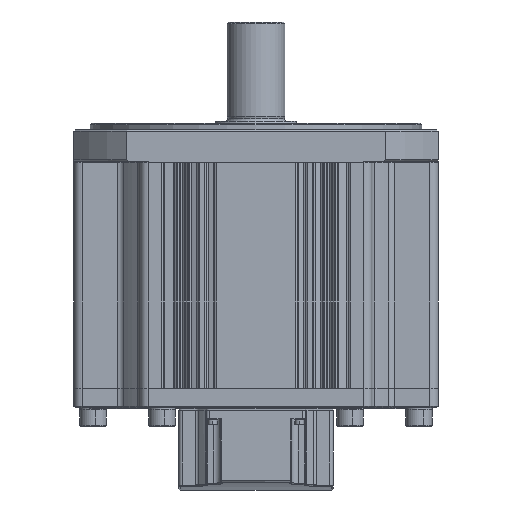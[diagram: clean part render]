
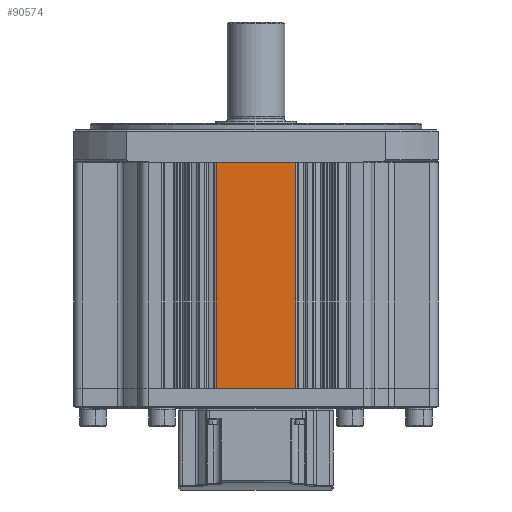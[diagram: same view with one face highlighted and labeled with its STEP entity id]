
A CAD part, front view. The second image highlights one B-rep face of the part: STEP entity #90574.
In plain terms, the highlighted planar face has unit normal (0, -1, 0).
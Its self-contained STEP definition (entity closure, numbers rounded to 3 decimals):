
#26898 = CARTESIAN_POINT ( 'NONE',  ( -24., -110., 0. ) ) ;
#26969 = CARTESIAN_POINT ( 'NONE',  ( -24., -110., -136. ) ) ;
#26985 = CARTESIAN_POINT ( 'NONE',  ( 24., -110., -136. ) ) ;
#26994 = CARTESIAN_POINT ( 'NONE',  ( 24., -110., 0. ) ) ;
#45810 = LINE ( 'NONE', #45812, #91331 ) ;
#45812 = CARTESIAN_POINT ( 'NONE',  ( 6.427, -110., -136. ) ) ;
#45823 = LINE ( 'NONE', #45987, #92242 ) ;
#45861 = DIRECTION ( 'NONE',  ( 1., 0., 0. ) ) ;
#45895 = DIRECTION ( 'NONE',  ( 0., 0., -1. ) ) ;
#45987 = CARTESIAN_POINT ( 'NONE',  ( -24., -110., 0. ) ) ;
#54484 = EDGE_CURVE ( 'NONE', #62042, #62065, #45810, .T. ) ;
#54492 = EDGE_CURVE ( 'NONE', #62009, #62042, #45823, .T. ) ;
#56547 = ORIENTED_EDGE ( 'NONE', *, *, #78578, .F. ) ;
#56577 = ORIENTED_EDGE ( 'NONE', *, *, #54484, .T. ) ;
#56583 = ORIENTED_EDGE ( 'NONE', *, *, #54492, .T. ) ;
#56586 = ORIENTED_EDGE ( 'NONE', *, *, #78575, .F. ) ;
#62009 = VERTEX_POINT ( 'NONE', #26898 ) ;
#62042 = VERTEX_POINT ( 'NONE', #26969 ) ;
#62065 = VERTEX_POINT ( 'NONE', #26985 ) ;
#62116 = VERTEX_POINT ( 'NONE', #26994 ) ;
#67245 = AXIS2_PLACEMENT_3D ( 'NONE', #69883, #69841, #69925 ) ;
#68275 = LINE ( 'NONE', #68311, #99571 ) ;
#68311 = CARTESIAN_POINT ( 'NONE',  ( 6.427, -110., 0. ) ) ;
#68330 = DIRECTION ( 'NONE',  ( 1., 0., 0. ) ) ;
#68389 = LINE ( 'NONE', #68560, #99615 ) ;
#68560 = CARTESIAN_POINT ( 'NONE',  ( 24., -110., 0. ) ) ;
#68591 = DIRECTION ( 'NONE',  ( 0., 0., -1. ) ) ;
#69841 = DIRECTION ( 'NONE',  ( 0., 1., 0. ) ) ;
#69847 = PLANE ( 'NONE',  #67245 ) ;
#69860 = FACE_OUTER_BOUND ( 'NONE', #101505, .T. ) ;
#69883 = CARTESIAN_POINT ( 'NONE',  ( 6.427, -110., 0. ) ) ;
#69925 = DIRECTION ( 'NONE',  ( -1., 0., 0. ) ) ;
#78575 = EDGE_CURVE ( 'NONE', #62009, #62116, #68275, .T. ) ;
#78578 = EDGE_CURVE ( 'NONE', #62116, #62065, #68389, .T. ) ;
#90574 = ADVANCED_FACE ( 'NONE', ( #69860 ), #69847, .F. ) ;
#91331 = VECTOR ( 'NONE', #45861, 1000. ) ;
#92242 = VECTOR ( 'NONE', #45895, 1000. ) ;
#99571 = VECTOR ( 'NONE', #68330, 1000. ) ;
#99615 = VECTOR ( 'NONE', #68591, 1000. ) ;
#101505 = EDGE_LOOP ( 'NONE', ( #56577, #56547, #56586, #56583 ) ) ;
